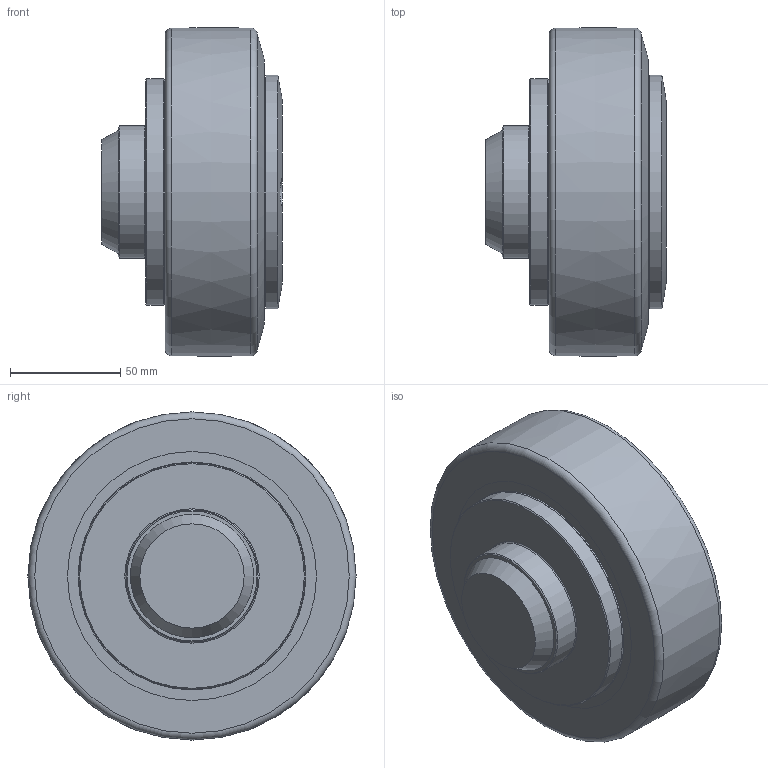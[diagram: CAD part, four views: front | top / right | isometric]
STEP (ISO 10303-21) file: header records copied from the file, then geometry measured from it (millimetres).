
FILE_DESCRIPTION(/* description */ ('-','CAx-IF Rec.Pracs.---Representation and Presentation of Product Manufacturing Information (PMI)---4.0---2014-10-13'),/* implementation_level */ '2;1');
FILE_NAME(/* name */ 'd8874bd4-3dcc-4c56-99fa-7b502c09326e.stp',/* time_stamp */ '2020-06-23T16:06:25+02:00',/* author */ ('-'),/* organization */ ('NTI CADcenter A/S'),/* preprocessor_version */ 'ST-DEVELOPER v18',/* originating_system */ 'Autodesk Inventor 2020',/* authorisation */ '-');
FILE_SCHEMA (('AP242_MANAGED_MODEL_BASED_3D_ENGINEERING_MIM_LF { 1 0 10303 442 1 1 4 }'));
Length unit declared in the file: millimetre
Products named in the file (1): HTR150.0360_Kontur
Bounding box: 82 x 149 x 148.99 mm (x, y, z)
Volume: 866977.1 mm3; surface area: 104251.4 mm2
Topology: 1 solids, 1 shells, 89 faces, 239 edges, 160 vertices
Faces by surface type: plane 43, cylinder 32, cone 8, torus 5, bspline 1
Full cylindrical faces by diameter (mm): 4 x2, 12 x2, 12.4 x2, 60 x1, 100.3 x1, 101.2 x1, 101.4 x1, 103 x1, 103.5 x2, 106 x1, 109 x2, 111.5 x2, 113 x2
Entity records: 3248 total; most frequent: CARTESIAN_POINT 697, DIRECTION 557, ORIENTED_EDGE 486, EDGE_CURVE 243, AXIS2_PLACEMENT_3D 238, VERTEX_POINT 160, CIRCLE 149, EDGE_LOOP 107
